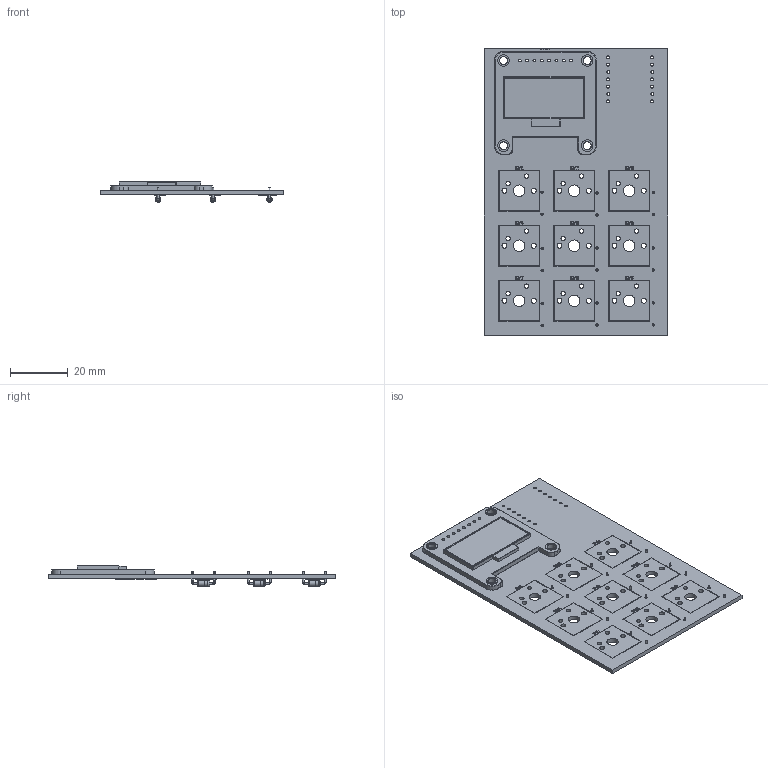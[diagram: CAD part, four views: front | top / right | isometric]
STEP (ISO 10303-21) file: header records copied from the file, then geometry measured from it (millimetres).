
FILE_DESCRIPTION(('KiCad electronic assembly'),'2;1');
FILE_NAME('MacroPAD-PCB.step','2026-02-04T22:33:09',('Pcbnew'),('Kicad') ,'Open CASCADE STEP processor 7.9','KiCad to STEP converter','Unknown' );
FILE_SCHEMA(('AUTOMOTIVE_DESIGN { 1 0 10303 214 1 1 1 1 }'));
Length unit declared in the file: millimetre
Products named in the file (7): MacroPAD-PCB 1; Adafruit_SSD1306; D_DO-35_SOD27_P7.62mm_Horizontal; hk_silkscreen; hk_PCB; MacroPAD-PCB 2
Assembly tree (13 placements, depth 2):
  MacroPAD-PCB 1
    Adafruit_SSD1306
    D_DO-35_SOD27_P7.62mm_Horizontal  x9
    hk_silkscreen
    hk_silkscreen
    hk_PCB
  MacroPAD-PCB 2
Bounding box: 63.5 x 99 x 7.19 mm (x, y, z)
Volume: 11550.8 mm3; surface area: 16487.6 mm2
Topology: 20 solids, 108 shells, 425 faces, 2675 edges, 2396 vertices
Faces by surface type: cylinder 196, plane 181, torus 42, sphere 6
Full cylindrical faces by diameter (mm): 0.5 x27, 0.8 x18, 1 x30, 1.5 x18, 1.7 x18, 2 x18, 2.02 x9, 2.7 x4, 2.8 x8, 4 x13
Entity records: 25579 total; most frequent: CARTESIAN_POINT 5072, DIRECTION 3841, ORIENTED_EDGE 3012, EDGE_CURVE 2477, VERTEX_POINT 2284, LINE 1735, VECTOR 1735, AXIS2_PLACEMENT_3D 1053
